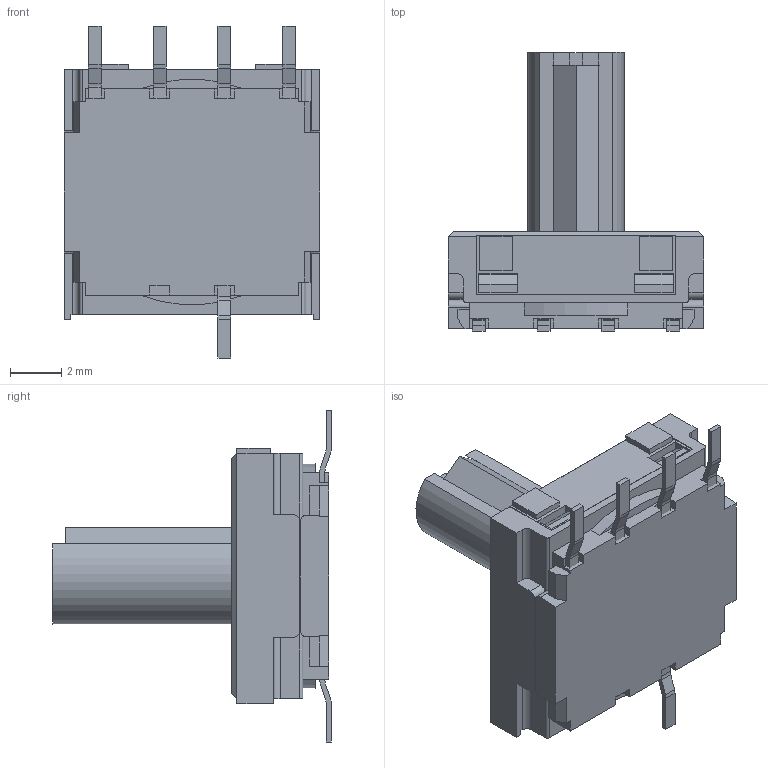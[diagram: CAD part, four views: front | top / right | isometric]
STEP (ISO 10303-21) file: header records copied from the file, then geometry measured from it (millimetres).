
FILE_DESCRIPTION( ( 'STEP AP214' ), '1' );
FILE_NAME( 'FR02KR16P.stp', '2022-02-02T04:10:20', ( 'License CC BY-ND 4.0' ), ( 'CADENAS' ), ' ', 'PARTsolutions', ' ' );
FILE_SCHEMA( ( 'AUTOMOTIVE_DESIGN { 1 0 10303 214 1 1 1 1 }' ) );
Length unit declared in the file: inch
Products named in the file (4): FR02KR16P; _FR02FR16Pbody; _FR02FRPtrmnls; _FR02KRactu
Assembly tree (3 placements, depth 2):
  FR02KR16P
    _FR02FR16Pbody
    _FR02FRPtrmnls
    _FR02KRactu
Bounding box: 10.01 x 10.92 x 13 mm (x, y, z)
Volume: 424.3 mm3; surface area: 621.5 mm2
Topology: 3 solids, 3 shells, 303 faces, 858 edges, 568 vertices
Faces by surface type: plane 247, cylinder 56
Full cylindrical faces by diameter (mm): 3.81 x1
Entity records: 12239 total; most frequent: CARTESIAN_POINT 1758, ORIENTED_EDGE 1712, DIRECTION 1609, EDGE_CURVE 856, LINE 709, VECTOR 709, VERTEX_POINT 567, AXIS2_PLACEMENT_3D 450
